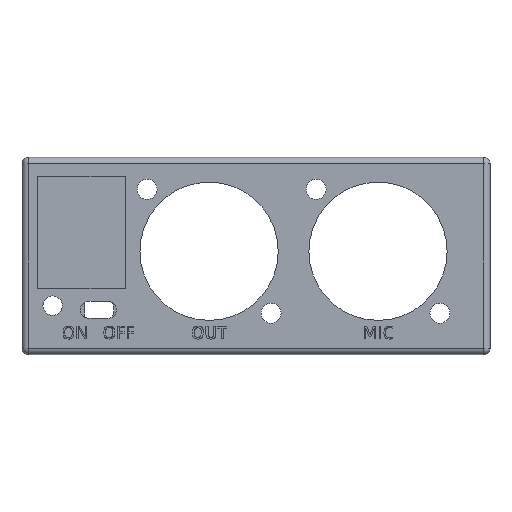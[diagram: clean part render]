
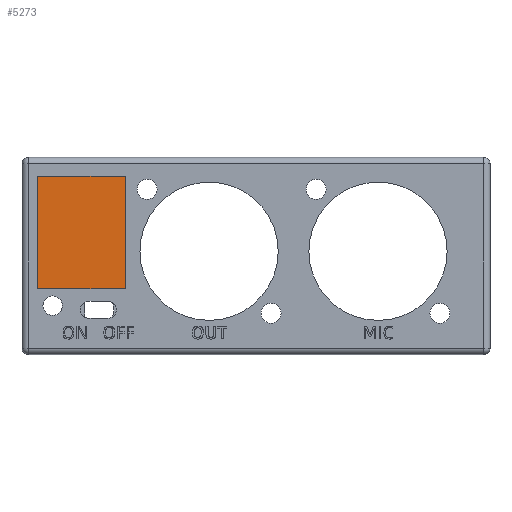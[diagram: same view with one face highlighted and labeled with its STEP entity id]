
A CAD part, top view. The second image highlights one B-rep face of the part: STEP entity #5273.
In plain terms, the highlighted planar face has unit normal (0, 0, 1).
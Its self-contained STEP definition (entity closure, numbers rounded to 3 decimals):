
#25 = EDGE_CURVE ( 'NONE', #7964, #6779, #5676, .T. ) ;
#191 = DIRECTION ( 'NONE',  ( 1., 0., 0. ) ) ;
#275 = EDGE_LOOP ( 'NONE', ( #5435, #3693, #6887, #1688 ) ) ;
#521 = AXIS2_PLACEMENT_3D ( 'NONE', #5343, #4227, #6013 ) ;
#865 = CARTESIAN_POINT ( 'NONE',  ( -34.9, -5.25, 2.4 ) ) ;
#964 = VECTOR ( 'NONE', #7032, 1000. ) ;
#1059 = LINE ( 'NONE', #865, #5180 ) ;
#1407 = VERTEX_POINT ( 'NONE', #7831 ) ;
#1641 = CARTESIAN_POINT ( 'NONE',  ( -34.9, -5.25, 2.4 ) ) ;
#1688 = ORIENTED_EDGE ( 'NONE', *, *, #5976, .T. ) ;
#1720 = LINE ( 'NONE', #5526, #4994 ) ;
#2136 = VERTEX_POINT ( 'NONE', #1641 ) ;
#3693 = ORIENTED_EDGE ( 'NONE', *, *, #5856, .T. ) ;
#4119 = PLANE ( 'NONE',  #521 ) ;
#4227 = DIRECTION ( 'NONE',  ( 0., 0., 1. ) ) ;
#4343 = VECTOR ( 'NONE', #6556, 1000. ) ;
#4994 = VECTOR ( 'NONE', #5701, 1000. ) ;
#5180 = VECTOR ( 'NONE', #191, 1000. ) ;
#5273 = ADVANCED_FACE ( 'NONE', ( #7291 ), #4119, .T. ) ;
#5307 = CARTESIAN_POINT ( 'NONE',  ( -34.9, 12.75, 2.4 ) ) ;
#5343 = CARTESIAN_POINT ( 'NONE',  ( 0., 0., 2.4 ) ) ;
#5435 = ORIENTED_EDGE ( 'NONE', *, *, #5606, .T. ) ;
#5526 = CARTESIAN_POINT ( 'NONE',  ( -34.9, 12.75, 2.4 ) ) ;
#5555 = CARTESIAN_POINT ( 'NONE',  ( -20.9, -5.25, 2.4 ) ) ;
#5606 = EDGE_CURVE ( 'NONE', #1407, #2136, #1720, .T. ) ;
#5676 = LINE ( 'NONE', #5931, #4343 ) ;
#5701 = DIRECTION ( 'NONE',  ( 0., -1., 0. ) ) ;
#5856 = EDGE_CURVE ( 'NONE', #2136, #7964, #1059, .T. ) ;
#5931 = CARTESIAN_POINT ( 'NONE',  ( -20.9, 12.75, 2.4 ) ) ;
#5976 = EDGE_CURVE ( 'NONE', #6779, #1407, #7876, .T. ) ;
#6013 = DIRECTION ( 'NONE',  ( 1., 0., 0. ) ) ;
#6556 = DIRECTION ( 'NONE',  ( 0., 1., 0. ) ) ;
#6766 = CARTESIAN_POINT ( 'NONE',  ( -20.9, 12.75, 2.4 ) ) ;
#6779 = VERTEX_POINT ( 'NONE', #6766 ) ;
#6887 = ORIENTED_EDGE ( 'NONE', *, *, #25, .T. ) ;
#7032 = DIRECTION ( 'NONE',  ( -1., 0., 0. ) ) ;
#7291 = FACE_OUTER_BOUND ( 'NONE', #275, .T. ) ;
#7831 = CARTESIAN_POINT ( 'NONE',  ( -34.9, 12.75, 2.4 ) ) ;
#7876 = LINE ( 'NONE', #5307, #964 ) ;
#7964 = VERTEX_POINT ( 'NONE', #5555 ) ;
